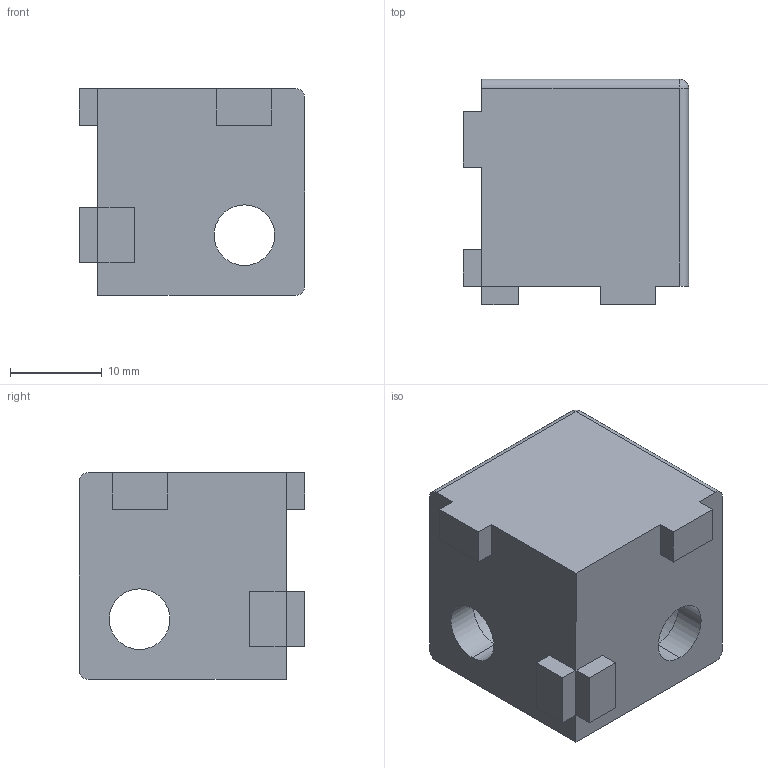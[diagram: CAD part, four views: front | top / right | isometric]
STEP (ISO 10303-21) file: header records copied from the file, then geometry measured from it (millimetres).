
FILE_DESCRIPTION (( 'STEP AP203' ), '1' );
FILE_NAME ('084.310.004.STEP', '2013-01-25T13:04:17', ( 'Alusic' ), ( 'Alusic' ), 'SwSTEP 2.0', 'SolidWorks 2011', '' );
FILE_SCHEMA (( 'CONFIG_CONTROL_DESIGN' ));
Length unit declared in the file: millimetre
Products named in the file (1): 084.310.004
Bounding box: 24.5 x 24.5 x 22.5 mm (x, y, z)
Volume: 9001.5 mm3; surface area: 3950.2 mm2
Topology: 1 solids, 1 shells, 45 faces, 109 edges, 64 vertices
Faces by surface type: plane 26, cylinder 17, sphere 2
Entity records: 1360 total; most frequent: CARTESIAN_POINT 229, DIRECTION 221, ORIENTED_EDGE 214, EDGE_CURVE 107, VECTOR 77, LINE 77, AXIS2_PLACEMENT_3D 72, VERTEX_POINT 64
